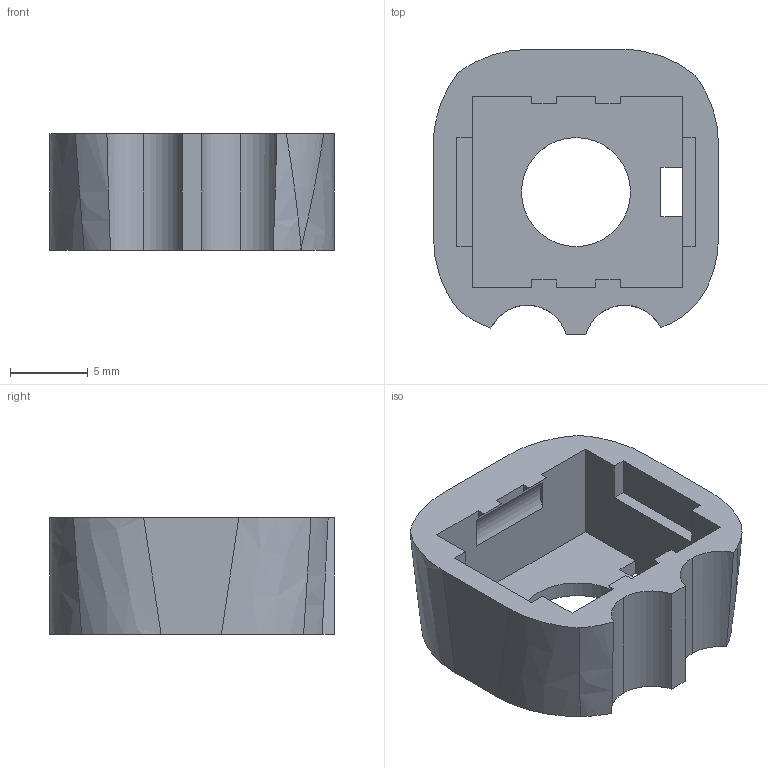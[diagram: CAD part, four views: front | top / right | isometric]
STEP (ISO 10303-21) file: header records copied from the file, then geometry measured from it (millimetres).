
FILE_DESCRIPTION(('HOOPS Exchange Step'),'2;1');
FILE_NAME('Cover - Tall for Handyman.stp','2024-11-20T06:20:13-15:00',('hayashi'),('Unknown organisation'),'HOOPS Exchange 2023.2','HOOPS Exchange','Unknown authorisation');
FILE_SCHEMA( ('AP203_CONFIGURATION_CONTROLLED_3D_DESIGN_OF_MECHANICAL_PARTS_AND_ASSEMBLIES_MIM_LF') );
Length unit declared in the file: millimetre
Products named in the file (1): Solid 580
Bounding box: 18.3 x 18.3 x 7.5 mm (x, y, z)
Volume: 991.3 mm3; surface area: 1353.9 mm2
Topology: 1 solids, 1 shells, 55 faces, 157 edges, 105 vertices
Faces by surface type: plane 34, bspline 16, cylinder 5
Full cylindrical faces by diameter (mm): 7 x1
Entity records: 3392 total; most frequent: CARTESIAN_POINT 2057, ORIENTED_EDGE 312, DIRECTION 203, EDGE_CURVE 156, VERTEX_POINT 105, VECTOR 97, LINE 97, EDGE_LOOP 61
